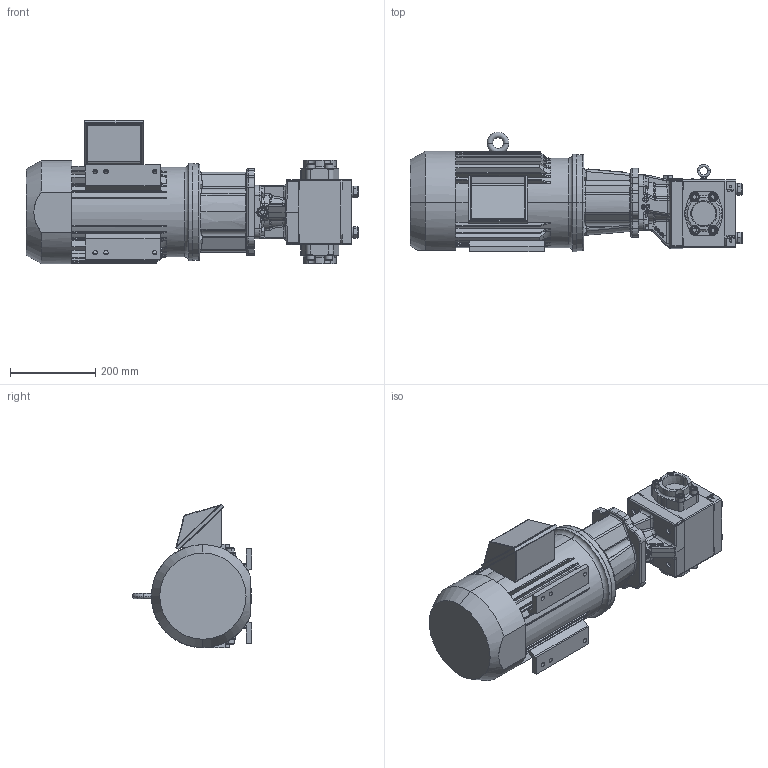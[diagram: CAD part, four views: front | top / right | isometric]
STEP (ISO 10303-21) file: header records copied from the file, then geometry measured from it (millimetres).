
FILE_DESCRIPTION (( 'STEP AP214' ), '1' );
FILE_NAME ('GPV-1005-002-U.STEP', '2021-08-18T15:31:53', ( '' ), ( '' ), 'SwSTEP 2.0', 'SolidWorks 2020', '' );
FILE_SCHEMA (( 'AUTOMOTIVE_DESIGN' ));
Length unit declared in the file: inch
Products named in the file (1): GPV-1005-002-U
Bounding box: 777.81 x 279.61 x 336.66 mm (x, y, z)
Volume: 24615363.3 mm3; surface area: 959573.9 mm2
Topology: 1 solids, 3 shells, 3488 faces, 9117 edges, 5847 vertices
Faces by surface type: plane 1819, bspline 865, cylinder 436, cone 223, torus 103, sphere 42
Entity records: 155132 total; most frequent: CARTESIAN_POINT 52283, ORIENTED_EDGE 18186, DIRECTION 13422, EDGE_CURVE 9093, VERTEX_POINT 5843, VECTOR 5510, LINE 5510, AXIS2_PLACEMENT_3D 3956
